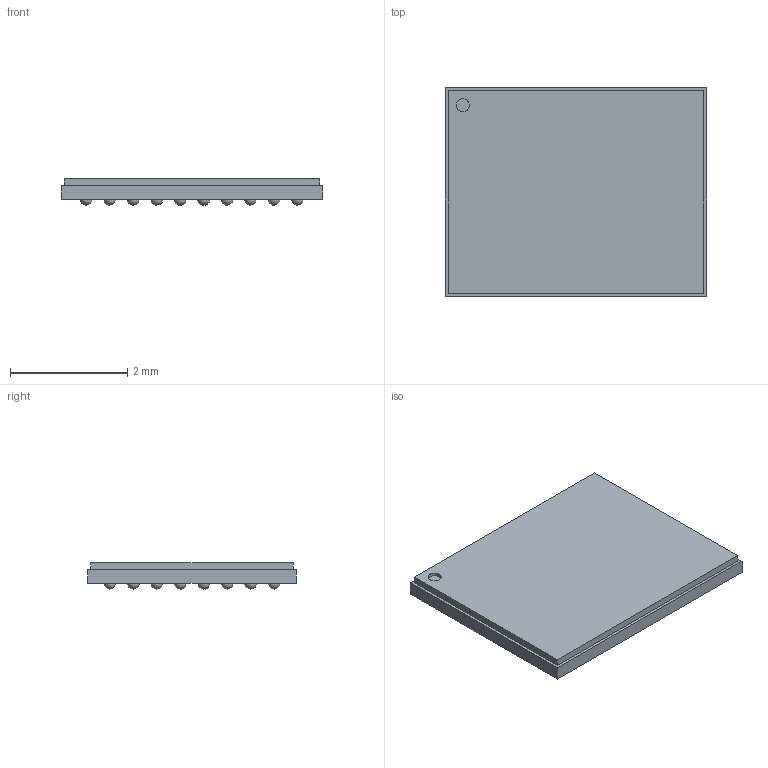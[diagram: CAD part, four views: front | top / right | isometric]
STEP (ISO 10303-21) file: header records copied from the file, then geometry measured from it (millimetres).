
FILE_DESCRIPTION(/* description */ (''),/* implementation_level */ '2;1');
FILE_NAME(/* name */ 'bga_1629114370560.stp',/* time_stamp */ '2021-08-16T11:46:15+00:00',/* author */ (''),/* organization */ (''),/* preprocessor_version */ 'ST-DEVELOPER v18.1',/* originating_system */ 'ASM',/* authorisation */ '');
FILE_SCHEMA (('AUTOMOTIVE_DESIGN { 1 0 10303 214 3 1 1 }'));
Length unit declared in the file: millimetre
Products named in the file (1): bga_1629114370560
Bounding box: 4.45 x 3.55 x 0.46 mm (x, y, z)
Volume: 5.7 mm3; surface area: 39.8 mm2
Topology: 1 solids, 1 shells, 93 faces, 267 edges, 178 vertices
Faces by surface type: sphere 80, plane 12, cylinder 1
Full cylindrical faces by diameter (mm): 0.223 x1
Entity records: 2882 total; most frequent: DIRECTION 537, CARTESIAN_POINT 459, ORIENTED_EDGE 374, AXIS2_PLACEMENT_3D 256, EDGE_CURVE 187, VERTEX_POINT 178, EDGE_LOOP 175, CIRCLE 162
